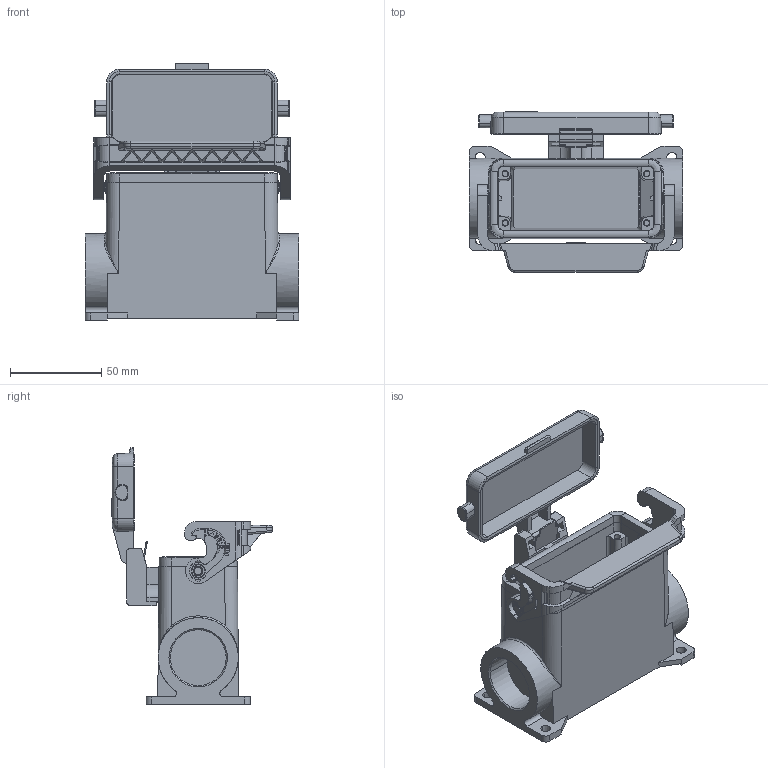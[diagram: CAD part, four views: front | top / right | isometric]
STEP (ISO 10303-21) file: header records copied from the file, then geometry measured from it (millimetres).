
FILE_DESCRIPTION(('Creo Elements/Direct Modeling STEP Export'),'2;1');
FILE_NAME('37jbk2e5pko96ff1728','2023-03-09T16:36:51',(''),(''),'Creo Elements/Direct Modeling STEP processor for AP214 (Solid Model)','Creo Elements/Direct Modeling 20.1B 02-Apr-2019 (C) Parametric Technology GmbH','');
FILE_SCHEMA(('AUTOMOTIVE_DESIGN { 1 0 10303 214 1 1 1 1 }'));
Products named in the file (2): MLAP 16 LS32
Assembly tree (1 placements, depth 2):
  MLAP 16 LS32
    MLAP 16 LS32
Bounding box: 117 x 87.8 x 140.49 mm (x, y, z)
Volume: 176405.4 mm3; surface area: 88376.2 mm2
Topology: 1 solids, 1 shells, 1381 faces, 3718 edges, 2396 vertices
Faces by surface type: plane 818, cylinder 396, cone 72, torus 52, bspline 34, sphere 9
Entity records: 61794 total; most frequent: CARTESIAN_POINT 16615, ORIENTED_EDGE 7414, DIRECTION 6728, EDGE_CURVE 3707, VECTOR 2534, LINE 2534, VERTEX_POINT 2396, AXIS2_PLACEMENT_3D 2097
